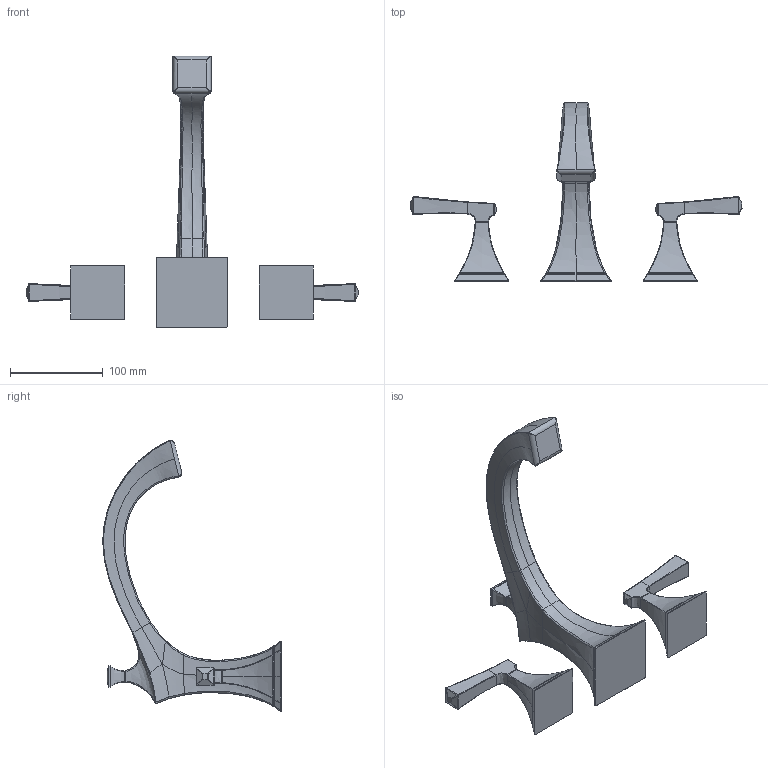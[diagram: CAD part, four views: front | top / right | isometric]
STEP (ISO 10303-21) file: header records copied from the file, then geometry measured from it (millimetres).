
FILE_DESCRIPTION((''),'2;1');
FILE_NAME('3-2576','2021-03-15T10:27:59',('jinson.thomas'),(''),'CREO PARAMETRIC BY PTC INC, 2018400','CREO PARAMETRIC BY PTC INC, 2018400','');
FILE_SCHEMA(('CONFIG_CONTROL_DESIGN'));
Length unit declared in the file: inch
Products named in the file (1): 3-2576
Bounding box: 358.24 x 192.25 x 292.84 mm (x, y, z)
Volume: 644995 mm3; surface area: 98600.4 mm2
Topology: 3 solids, 3 shells, 525 faces, 1171 edges, 657 vertices
Faces by surface type: bspline 338, cylinder 84, plane 47, sphere 36, extrusion 20
Entity records: 32352 total; most frequent: CARTESIAN_POINT 23159, ORIENTED_EDGE 2342, DIRECTION 1204, EDGE_CURVE 1171, VERTEX_POINT 657, B_SPLINE_CURVE_WITH_KNOTS 646, EDGE_LOOP 530, FACE_OUTER_BOUND 525
